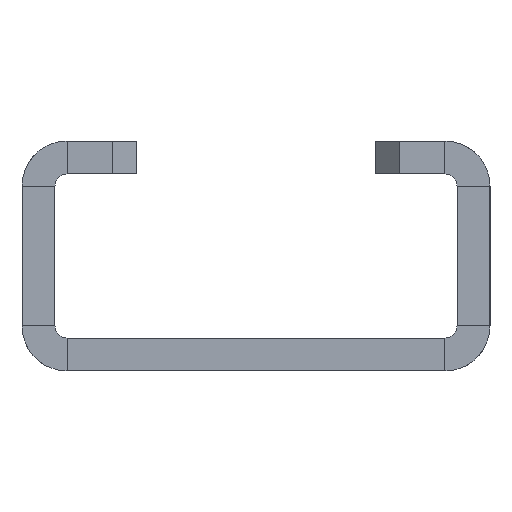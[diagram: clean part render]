
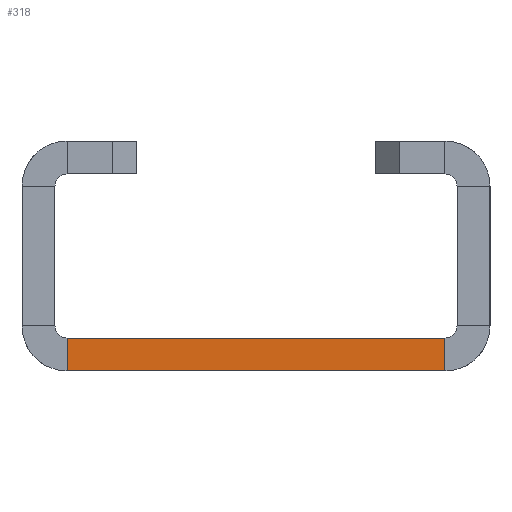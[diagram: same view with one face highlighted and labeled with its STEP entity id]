
A CAD part, left-side view. The second image highlights one B-rep face of the part: STEP entity #318.
In plain terms, the highlighted planar face has unit normal (-1, 0, 0).
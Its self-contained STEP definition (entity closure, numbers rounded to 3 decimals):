
#101=CARTESIAN_POINT('Vertex',(-479.75,23.,0.)) ;
#134=CARTESIAN_POINT('Line Origine',(-479.75,0.,0.)) ;
#138=CARTESIAN_POINT('Vertex',(-479.75,-23.,0.)) ;
#288=CARTESIAN_POINT('Axis2P3D Location',(-479.75,24.5,0.)) ;
#293=CARTESIAN_POINT('Line Origine',(-479.75,0.,4.)) ;
#297=CARTESIAN_POINT('Vertex',(-479.75,23.,4.)) ;
#299=CARTESIAN_POINT('Vertex',(-479.75,-23.,4.)) ;
#302=CARTESIAN_POINT('Line Origine',(-479.75,23.,2.)) ;
#307=CARTESIAN_POINT('Line Origine',(-479.75,-23.,2.)) ;
#135=DIRECTION('Vector Direction',(0.,-1.,0.)) ;
#289=DIRECTION('Axis2P3D Direction',(-1.,0.,0.)) ;
#290=DIRECTION('Axis2P3D XDirection',(0.,-1.,0.)) ;
#294=DIRECTION('Vector Direction',(0.,-1.,0.)) ;
#303=DIRECTION('Vector Direction',(0.,0.,1.)) ;
#308=DIRECTION('Vector Direction',(0.,0.,1.)) ;
#291=AXIS2_PLACEMENT_3D('Plane Axis2P3D',#288,#289,#290) ;
#313=ORIENTED_EDGE('',*,*,#301,.F.) ;
#314=ORIENTED_EDGE('',*,*,#306,.F.) ;
#315=ORIENTED_EDGE('',*,*,#140,.T.) ;
#316=ORIENTED_EDGE('',*,*,#311,.T.) ;
#136=VECTOR('Line Direction',#135,1.) ;
#295=VECTOR('Line Direction',#294,1.) ;
#304=VECTOR('Line Direction',#303,1.) ;
#309=VECTOR('Line Direction',#308,1.) ;
#318=ADVANCED_FACE('PartBody',(#317),#292,.T.) ;
#140=EDGE_CURVE('',#102,#139,#137,.T.) ;
#301=EDGE_CURVE('',#298,#300,#296,.T.) ;
#306=EDGE_CURVE('',#102,#298,#305,.T.) ;
#311=EDGE_CURVE('',#139,#300,#310,.T.) ;
#312=EDGE_LOOP('',(#313,#314,#315,#316)) ;
#317=FACE_OUTER_BOUND('',#312,.T.) ;
#137=LINE('Line',#134,#136) ;
#296=LINE('Line',#293,#295) ;
#305=LINE('Line',#302,#304) ;
#310=LINE('Line',#307,#309) ;
#292=PLANE('',#291) ;
#102=VERTEX_POINT('',#101) ;
#139=VERTEX_POINT('',#138) ;
#298=VERTEX_POINT('',#297) ;
#300=VERTEX_POINT('',#299) ;
